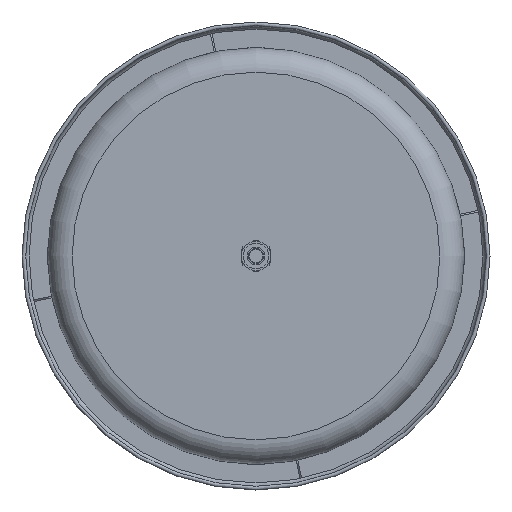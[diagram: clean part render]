
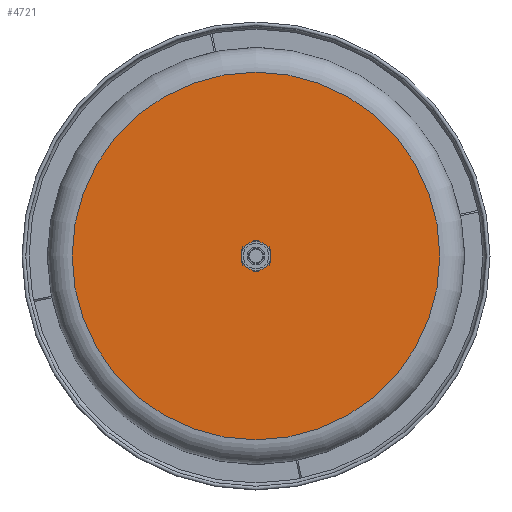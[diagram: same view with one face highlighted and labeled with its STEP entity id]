
A CAD part, front view. The second image highlights one B-rep face of the part: STEP entity #4721.
In plain terms, the highlighted face is planar.
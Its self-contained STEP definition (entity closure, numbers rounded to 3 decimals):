
#4633=CARTESIAN_POINT('',(64.0,0.,40.0));
#4634=VERTEX_POINT('',#4633);
#4635=CARTESIAN_POINT('',(0.0,0.0,40.0));
#4636=DIRECTION('',(0.0,0.0,-1.0));
#4637=DIRECTION('',(-1.0,0.0,0.0));
#4638=AXIS2_PLACEMENT_3D('',#4635,#4636,#4637);
#4639=CIRCLE('',#4638,64.0);
#4640=EDGE_CURVE('',#4634,#4634,#4639,.T.);
#4713=CARTESIAN_POINT('',(0.,0.,40.0));
#4714=DIRECTION('',(0.0,0.0,1.0));
#4715=DIRECTION('',(1.0,0.0,0.0));
#4716=AXIS2_PLACEMENT_3D('',#4713,#4714,#4715);
#4717=PLANE('',#4716);
#4718=ORIENTED_EDGE('',*,*,#4640,.F.);
#4719=EDGE_LOOP('',(#4718));
#4720=FACE_OUTER_BOUND('',#4719,.T.);
#4721=ADVANCED_FACE('',(#4720),#4717,.T.);
